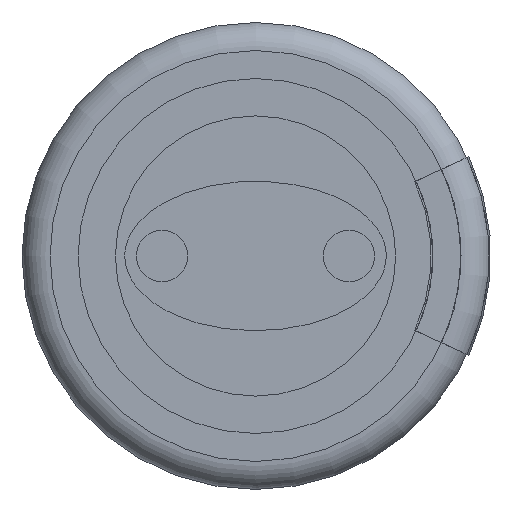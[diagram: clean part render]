
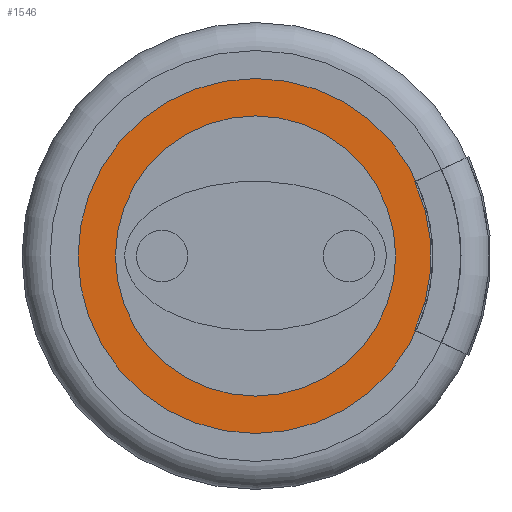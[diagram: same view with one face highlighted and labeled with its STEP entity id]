
A CAD part, front view. The second image highlights one B-rep face of the part: STEP entity #1546.
In plain terms, the highlighted planar face has unit normal (0, -1, 0).
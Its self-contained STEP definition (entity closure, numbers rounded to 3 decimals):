
#1392=CARTESIAN_POINT('',(-1.9,0.6,0.));
#1393=VERTEX_POINT('',#1392);
#1402=CARTESIAN_POINT('',(0.,0.6,0.));
#1403=DIRECTION('',(0.,1.,0.));
#1404=DIRECTION('',(-1.,0.,0.));
#1405=AXIS2_PLACEMENT_3D('',#1402,#1403,#1404);
#1406=CIRCLE('',#1405,1.9);
#1407=EDGE_CURVE('',#1393,#1393,#1406,.T.);
#1425=CARTESIAN_POINT('',(-1.5,0.6,0.));
#1426=VERTEX_POINT('',#1425);
#1436=CARTESIAN_POINT('',(0.,0.6,0.));
#1437=DIRECTION('',(0.,-1.,0.));
#1438=DIRECTION('',(-1.,0.,0.));
#1439=AXIS2_PLACEMENT_3D('',#1436,#1437,#1438);
#1440=CIRCLE('',#1439,1.5);
#1441=EDGE_CURVE('',#1426,#1426,#1440,.T.);
#1535=CARTESIAN_POINT('',(0.,0.6,0.));
#1536=DIRECTION('',(0.,1.,0.));
#1537=DIRECTION('',(1.,0.,0.));
#1538=AXIS2_PLACEMENT_3D('',#1535,#1536,#1537);
#1539=PLANE('',#1538);
#1540=ORIENTED_EDGE('',*,*,#1407,.F.);
#1541=EDGE_LOOP('',(#1540));
#1542=FACE_BOUND('',#1541,.T.);
#1543=ORIENTED_EDGE('',*,*,#1441,.F.);
#1544=EDGE_LOOP('',(#1543));
#1545=FACE_BOUND('',#1544,.T.);
#1546=ADVANCED_FACE('',(#1542,#1545),#1539,.F.);
